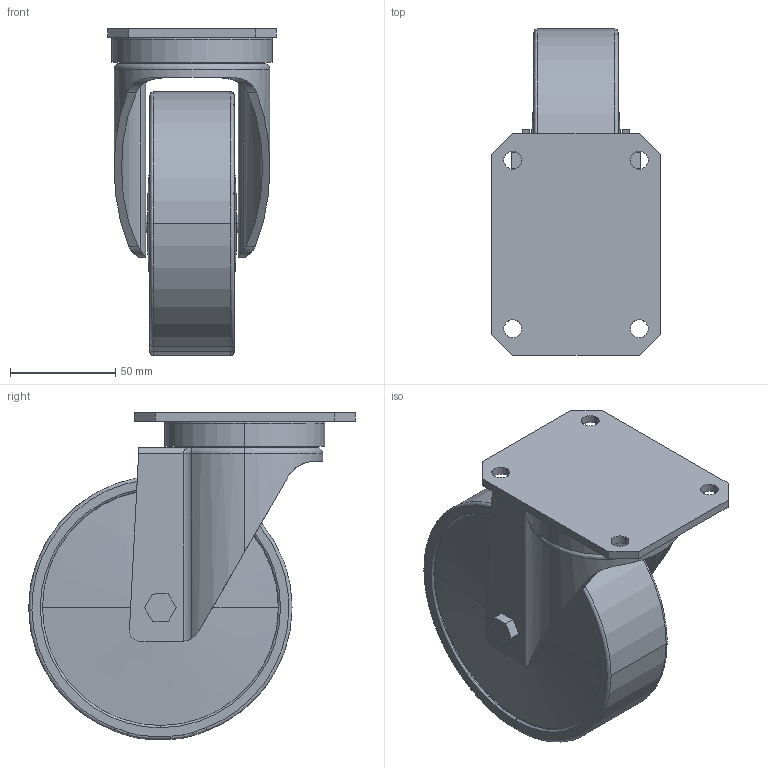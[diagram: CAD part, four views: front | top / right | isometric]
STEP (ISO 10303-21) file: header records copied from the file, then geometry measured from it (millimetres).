
FILE_DESCRIPTION (( 'STEP AP214' ), '1' );
FILE_NAME ('7420220', '2019-02-04T12:26:00', ( '' ), ('JUGARD+KÜNSTNER GmbH'), 'SwSTEP 2.0', 'SolidWorks 2017', '' );
FILE_SCHEMA (( 'AUTOMOTIVE_DESIGN' ));
Length unit declared in the file: millimetre
Products named in the file (1): 7420220_CNAJF00
Bounding box: 80 x 155 x 155 mm (x, y, z)
Volume: 572432 mm3; surface area: 92040.2 mm2
Topology: 1 solids, 1 shells, 129 faces, 324 edges, 206 vertices
Faces by surface type: cylinder 55, plane 44, bspline 26, cone 4
Entity records: 6526 total; most frequent: CARTESIAN_POINT 2101, ORIENTED_EDGE 644, DIRECTION 590, EDGE_CURVE 322, AXIS2_PLACEMENT_3D 223, VERTEX_POINT 206, EDGE_LOOP 150, LINE 144
